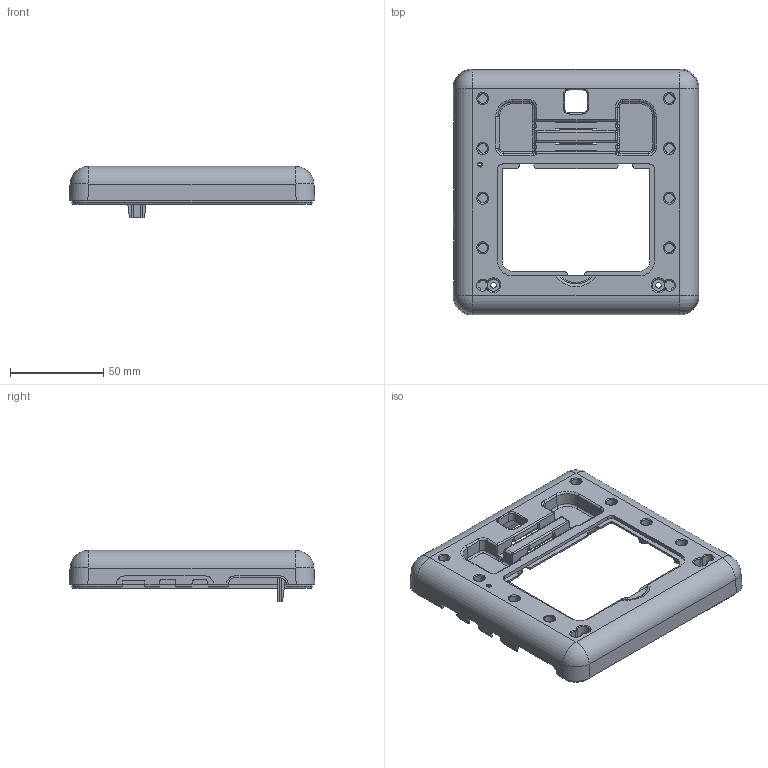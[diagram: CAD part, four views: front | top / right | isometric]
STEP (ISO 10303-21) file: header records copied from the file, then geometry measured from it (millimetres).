
FILE_DESCRIPTION (( 'STEP AP214' ), '1' );
FILE_NAME ('13766-4001-R6_Back_Case.STEP', '2014-05-05T17:12:12', ( '' ), ( '' ), 'SwSTEP 2.0', 'SolidWorks 2013', '' );
FILE_SCHEMA (( 'AUTOMOTIVE_DESIGN' ));
Length unit declared in the file: millimetre
Products named in the file (1): 13766-4001-R6_Back_Case
Bounding box: 131.64 x 131.64 x 27.5 mm (x, y, z)
Volume: 47108.4 mm3; surface area: 51697.9 mm2
Topology: 1 solids, 1 shells, 929 faces, 2597 edges, 1669 vertices
Faces by surface type: plane 538, cone 117, cylinder 114, torus 90, bspline 54, sphere 16
Entity records: 36287 total; most frequent: CARTESIAN_POINT 13297, ORIENTED_EDGE 5182, DIRECTION 4418, EDGE_CURVE 2591, VERTEX_POINT 1669, AXIS2_PLACEMENT_3D 1481, LINE 1456, VECTOR 1456
